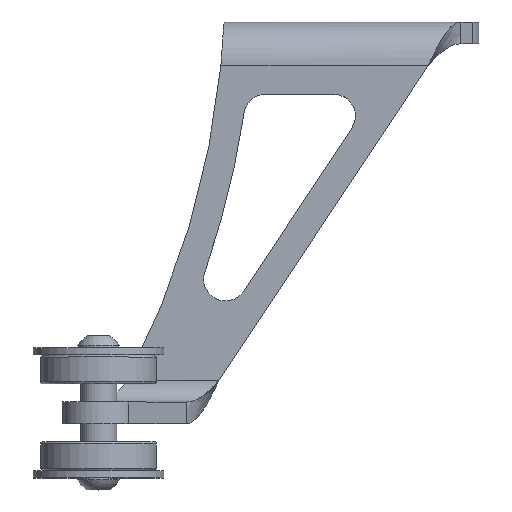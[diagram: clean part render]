
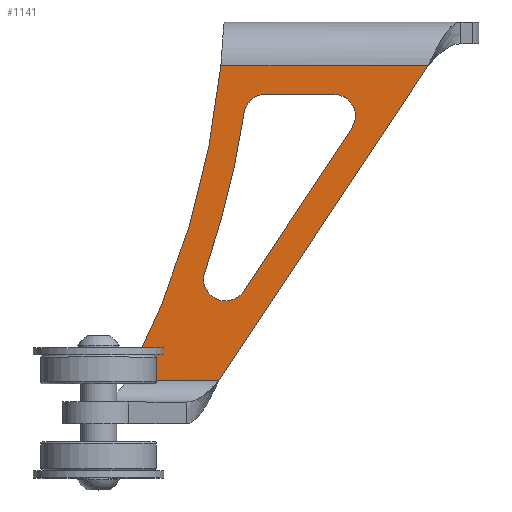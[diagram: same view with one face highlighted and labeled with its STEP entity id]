
A CAD part, top view. The second image highlights one B-rep face of the part: STEP entity #1141.
In plain terms, the highlighted planar face has unit normal (0, 0, 1).
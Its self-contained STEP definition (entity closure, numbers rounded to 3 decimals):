
#91=FACE_BOUND('',#272,.T.);
#121=PLANE('',#1311);
#182=FACE_OUTER_BOUND('',#271,.T.);
#271=EDGE_LOOP('',(#946,#947,#948,#949));
#272=EDGE_LOOP('',(#950,#951,#952,#953,#954,#955));
#324=LINE('',#1883,#398);
#331=LINE('',#1907,#405);
#346=LINE('',#2006,#420);
#347=LINE('',#2008,#421);
#348=LINE('',#2009,#422);
#398=VECTOR('',#1546,10.);
#405=VECTOR('',#1573,10.);
#420=VECTOR('',#1616,10.);
#421=VECTOR('',#1617,10.);
#422=VECTOR('',#1618,10.);
#485=CIRCLE('',#1286,3.);
#486=CIRCLE('',#1289,3.);
#489=CIRCLE('',#1293,123.856);
#490=CIRCLE('',#1295,3.);
#498=CIRCLE('',#1309,119.856);
#552=VERTEX_POINT('',#1876);
#553=VERTEX_POINT('',#1878);
#554=VERTEX_POINT('',#1882);
#556=VERTEX_POINT('',#1888);
#557=VERTEX_POINT('',#1889);
#560=VERTEX_POINT('',#1900);
#572=VERTEX_POINT('',#1968);
#578=VERTEX_POINT('',#1997);
#581=VERTEX_POINT('',#2005);
#582=VERTEX_POINT('',#2007);
#673=EDGE_CURVE('',#553,#552,#485,.F.);
#675=EDGE_CURVE('',#554,#553,#324,.T.);
#678=EDGE_CURVE('',#556,#557,#486,.T.);
#683=EDGE_CURVE('',#552,#557,#489,.T.);
#684=EDGE_CURVE('',#554,#560,#490,.T.);
#688=EDGE_CURVE('',#556,#560,#331,.T.);
#710=EDGE_CURVE('',#578,#572,#498,.T.);
#714=EDGE_CURVE('',#581,#572,#346,.T.);
#715=EDGE_CURVE('',#581,#582,#347,.T.);
#716=EDGE_CURVE('',#578,#582,#348,.T.);
#946=ORIENTED_EDGE('',*,*,#714,.F.);
#947=ORIENTED_EDGE('',*,*,#715,.T.);
#948=ORIENTED_EDGE('',*,*,#716,.F.);
#949=ORIENTED_EDGE('',*,*,#710,.T.);
#950=ORIENTED_EDGE('',*,*,#675,.T.);
#951=ORIENTED_EDGE('',*,*,#673,.T.);
#952=ORIENTED_EDGE('',*,*,#683,.T.);
#953=ORIENTED_EDGE('',*,*,#678,.F.);
#954=ORIENTED_EDGE('',*,*,#688,.T.);
#955=ORIENTED_EDGE('',*,*,#684,.F.);
#1141=ADVANCED_FACE('',(#182,#91),#121,.T.);
#1286=AXIS2_PLACEMENT_3D('',#1879,#1541,#1542);
#1289=AXIS2_PLACEMENT_3D('',#1890,#1551,#1552);
#1293=AXIS2_PLACEMENT_3D('',#1898,#1561,#1562);
#1295=AXIS2_PLACEMENT_3D('',#1901,#1565,#1566);
#1309=AXIS2_PLACEMENT_3D('',#1998,#1608,#1609);
#1311=AXIS2_PLACEMENT_3D('',#2004,#1614,#1615);
#1541=DIRECTION('center_axis',(0.,0.,1.));
#1542=DIRECTION('ref_axis',(-0.833,0.553,0.));
#1546=DIRECTION('',(-0.553,-0.833,0.));
#1551=DIRECTION('center_axis',(0.,0.,1.));
#1552=DIRECTION('ref_axis',(-0.652,0.758,0.));
#1561=DIRECTION('center_axis',(0.,0.,1.));
#1562=DIRECTION('ref_axis',(0.909,-0.416,0.));
#1565=DIRECTION('center_axis',(0.,0.,1.));
#1566=DIRECTION('ref_axis',(0.881,0.473,0.));
#1573=DIRECTION('',(1.,0.,0.));
#1608=DIRECTION('center_axis',(0.,0.,-1.));
#1609=DIRECTION('ref_axis',(0.82,-0.573,0.));
#1614=DIRECTION('center_axis',(0.,0.,1.));
#1615=DIRECTION('ref_axis',(1.,0.,0.));
#1616=DIRECTION('',(-1.,0.,0.));
#1617=DIRECTION('',(0.553,0.833,0.));
#1618=DIRECTION('',(1.,0.,0.));
#1876=CARTESIAN_POINT('',(-32.825,-40.547,3.));
#1878=CARTESIAN_POINT('',(-27.491,-43.189,3.));
#1879=CARTESIAN_POINT('Origin',(-29.99,-41.529,3.));
#1882=CARTESIAN_POINT('',(-12.525,-20.66,3.));
#1883=CARTESIAN_POINT('',(-16.173,-26.152,3.));
#1888=CARTESIAN_POINT('',(-24.431,-16.,3.));
#1889=CARTESIAN_POINT('',(-27.397,-18.551,3.));
#1890=CARTESIAN_POINT('Origin',(-24.431,-19.,3.));
#1898=CARTESIAN_POINT('Origin',(-149.856,0.,
3.));
#1900=CARTESIAN_POINT('',(-15.023,-16.,3.));
#1901=CARTESIAN_POINT('Origin',(-15.023,-19.,3.));
#1907=CARTESIAN_POINT('',(-25.394,-16.,3.));
#1968=CARTESIAN_POINT('',(-43.624,-55.5,3.));
#1997=CARTESIAN_POINT('',(-30.602,-12.,3.));
#1998=CARTESIAN_POINT('Origin',(-149.856,0.,
3.));
#2004=CARTESIAN_POINT('Origin',(-23.75,-35.75,3.));
#2005=CARTESIAN_POINT('',(-30.868,-55.5,3.));
#2006=CARTESIAN_POINT('',(-11.875,-55.5,3.));
#2007=CARTESIAN_POINT('',(-1.969,-12.,3.));
#2008=CARTESIAN_POINT('',(4.165,-2.767,3.));
#2009=CARTESIAN_POINT('',(-11.875,-12.,3.));
